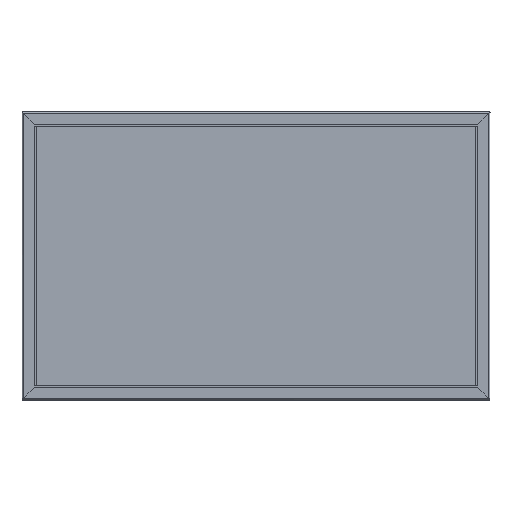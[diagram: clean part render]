
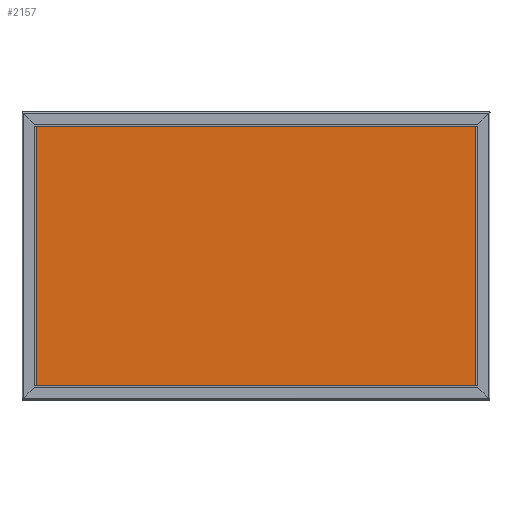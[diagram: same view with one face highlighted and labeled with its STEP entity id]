
A CAD part, top view. The second image highlights one B-rep face of the part: STEP entity #2157.
In plain terms, the highlighted planar face has unit normal (0, 0, 1).
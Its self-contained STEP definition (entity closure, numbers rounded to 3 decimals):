
#295=FACE_OUTER_BOUND('',#413,.T.);
#413=EDGE_LOOP('',(#1491,#1492,#1493,#1494));
#537=LINE('',#3394,#757);
#540=LINE('',#3400,#760);
#543=LINE('',#3406,#763);
#546=LINE('',#3410,#766);
#757=VECTOR('',#2699,10.);
#760=VECTOR('',#2704,10.);
#763=VECTOR('',#2709,10.);
#766=VECTOR('',#2714,10.);
#977=VERTEX_POINT('',#3391);
#978=VERTEX_POINT('',#3393);
#980=VERTEX_POINT('',#3399);
#982=VERTEX_POINT('',#3405);
#1177=EDGE_CURVE('',#978,#977,#537,.T.);
#1180=EDGE_CURVE('',#980,#978,#540,.T.);
#1183=EDGE_CURVE('',#982,#980,#543,.T.);
#1186=EDGE_CURVE('',#977,#982,#546,.T.);
#1491=ORIENTED_EDGE('',*,*,#1186,.T.);
#1492=ORIENTED_EDGE('',*,*,#1183,.T.);
#1493=ORIENTED_EDGE('',*,*,#1180,.T.);
#1494=ORIENTED_EDGE('',*,*,#1177,.T.);
#2079=PLANE('',#2460);
#2157=ADVANCED_FACE('',(#295),#2079,.T.);
#2460=AXIS2_PLACEMENT_3D('',#3411,#2715,#2716);
#2699=DIRECTION('',(0.,-1.,0.));
#2704=DIRECTION('',(-1.,0.,0.));
#2709=DIRECTION('',(0.,1.,0.));
#2714=DIRECTION('',(1.,0.,0.));
#2715=DIRECTION('center_axis',(0.,0.,1.));
#2716=DIRECTION('ref_axis',(1.,0.,0.));
#3391=CARTESIAN_POINT('',(-1250.,-750.,8.));
#3393=CARTESIAN_POINT('',(-1250.,750.,8.));
#3394=CARTESIAN_POINT('',(-1250.,750.,8.));
#3399=CARTESIAN_POINT('',(1250.,750.,8.));
#3400=CARTESIAN_POINT('',(1250.,750.,8.));
#3405=CARTESIAN_POINT('',(1250.,-750.,8.));
#3406=CARTESIAN_POINT('',(1250.,-750.,8.));
#3410=CARTESIAN_POINT('',(-1250.,-750.,8.));
#3411=CARTESIAN_POINT('Origin',(0.,0.,8.));
